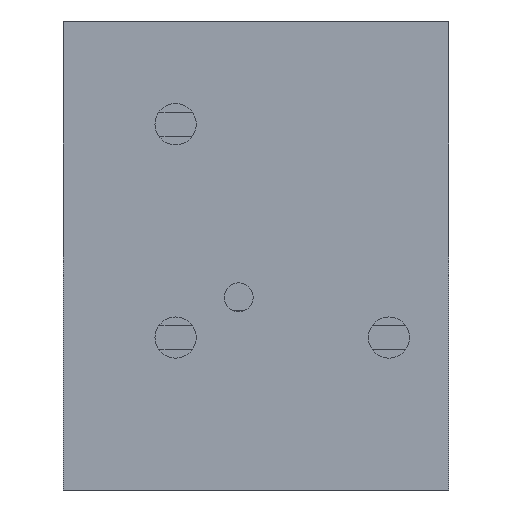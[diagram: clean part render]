
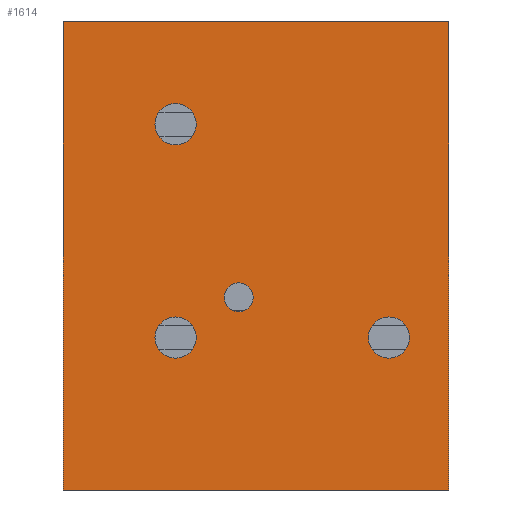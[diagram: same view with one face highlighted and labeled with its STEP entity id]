
A CAD part, front view. The second image highlights one B-rep face of the part: STEP entity #1614.
In plain terms, the highlighted planar face has unit normal (0, -1, 0).
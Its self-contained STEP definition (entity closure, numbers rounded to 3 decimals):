
#41=FACE_BOUND('',#289,.T.);
#42=FACE_BOUND('',#290,.T.);
#43=FACE_BOUND('',#291,.T.);
#44=FACE_BOUND('',#292,.T.);
#56=CIRCLE('',#1641,3.);
#62=CIRCLE('',#1652,3.);
#75=CIRCLE('',#1678,3.);
#88=CIRCLE('',#1722,2.1);
#188=FACE_OUTER_BOUND('',#288,.T.);
#288=EDGE_LOOP('',(#1444,#1445,#1446,#1447));
#289=EDGE_LOOP('',(#1448));
#290=EDGE_LOOP('',(#1449));
#291=EDGE_LOOP('',(#1450));
#292=EDGE_LOOP('',(#1451));
#474=LINE('',#2602,#655);
#479=LINE('',#2614,#660);
#480=LINE('',#2616,#661);
#481=LINE('',#2617,#662);
#655=VECTOR('',#2148,10.);
#660=VECTOR('',#2161,10.);
#661=VECTOR('',#2162,10.);
#662=VECTOR('',#2163,10.);
#673=VERTEX_POINT('',#2198);
#683=VERTEX_POINT('',#2228);
#720=VERTEX_POINT('',#2328);
#793=VERTEX_POINT('',#2536);
#808=VERTEX_POINT('',#2596);
#810=VERTEX_POINT('',#2600);
#813=VERTEX_POINT('',#2613);
#814=VERTEX_POINT('',#2615);
#827=EDGE_CURVE('',#673,#673,#56,.T.);
#842=EDGE_CURVE('',#683,#683,#62,.T.);
#892=EDGE_CURVE('',#720,#720,#75,.T.);
#997=EDGE_CURVE('',#793,#793,#88,.T.);
#1030=EDGE_CURVE('',#808,#810,#474,.T.);
#1035=EDGE_CURVE('',#813,#810,#479,.T.);
#1036=EDGE_CURVE('',#814,#813,#480,.T.);
#1037=EDGE_CURVE('',#808,#814,#481,.T.);
#1444=ORIENTED_EDGE('',*,*,#1035,.F.);
#1445=ORIENTED_EDGE('',*,*,#1036,.F.);
#1446=ORIENTED_EDGE('',*,*,#1037,.F.);
#1447=ORIENTED_EDGE('',*,*,#1030,.T.);
#1448=ORIENTED_EDGE('',*,*,#827,.T.);
#1449=ORIENTED_EDGE('',*,*,#842,.T.);
#1450=ORIENTED_EDGE('',*,*,#892,.T.);
#1451=ORIENTED_EDGE('',*,*,#997,.T.);
#1539=PLANE('',#1747);
#1614=ADVANCED_FACE('',(#188,#41,#42,#43,#44),#1539,.T.);
#1641=AXIS2_PLACEMENT_3D('',#2199,#1779,#1780);
#1652=AXIS2_PLACEMENT_3D('',#2229,#1810,#1811);
#1678=AXIS2_PLACEMENT_3D('',#2329,#1899,#1900);
#1722=AXIS2_PLACEMENT_3D('',#2537,#2078,#2079);
#1747=AXIS2_PLACEMENT_3D('',#2612,#2159,#2160);
#1779=DIRECTION('center_axis',(0.,1.,0.));
#1780=DIRECTION('ref_axis',(1.,0.,0.));
#1810=DIRECTION('center_axis',(0.,1.,0.));
#1811=DIRECTION('ref_axis',(1.,0.,0.));
#1899=DIRECTION('center_axis',(0.,1.,0.));
#1900=DIRECTION('ref_axis',(1.,0.,0.));
#2078=DIRECTION('center_axis',(0.,1.,0.));
#2079=DIRECTION('ref_axis',(1.,0.,0.));
#2148=DIRECTION('',(0.,0.,1.));
#2159=DIRECTION('center_axis',(0.,-1.,0.));
#2160=DIRECTION('ref_axis',(1.,0.,0.));
#2161=DIRECTION('',(1.,0.,0.));
#2162=DIRECTION('',(0.,0.,1.));
#2163=DIRECTION('',(-1.,0.,0.));
#2198=CARTESIAN_POINT('',(-402.675,-271.99,-45.85));
#2199=CARTESIAN_POINT('Origin',(-399.675,-271.99,-45.85));
#2228=CARTESIAN_POINT('',(-433.675,-271.99,-45.85));
#2229=CARTESIAN_POINT('Origin',(-430.675,-271.99,-45.85));
#2328=CARTESIAN_POINT('',(-433.675,-271.99,-14.85));
#2329=CARTESIAN_POINT('Origin',(-430.675,-271.99,-14.85));
#2536=CARTESIAN_POINT('',(-423.6,-271.99,-40.));
#2537=CARTESIAN_POINT('Origin',(-421.5,-271.99,-40.));
#2596=CARTESIAN_POINT('',(-390.99,-271.99,-68.));
#2600=CARTESIAN_POINT('',(-390.99,-271.99,0.));
#2602=CARTESIAN_POINT('',(-390.99,-271.99,-68.));
#2612=CARTESIAN_POINT('Origin',(-446.99,-271.99,-68.));
#2613=CARTESIAN_POINT('',(-446.99,-271.99,0.));
#2614=CARTESIAN_POINT('',(-432.99,-271.99,0.));
#2615=CARTESIAN_POINT('',(-446.99,-271.99,-68.));
#2616=CARTESIAN_POINT('',(-446.99,-271.99,-68.));
#2617=CARTESIAN_POINT('',(-432.99,-271.99,-68.));
